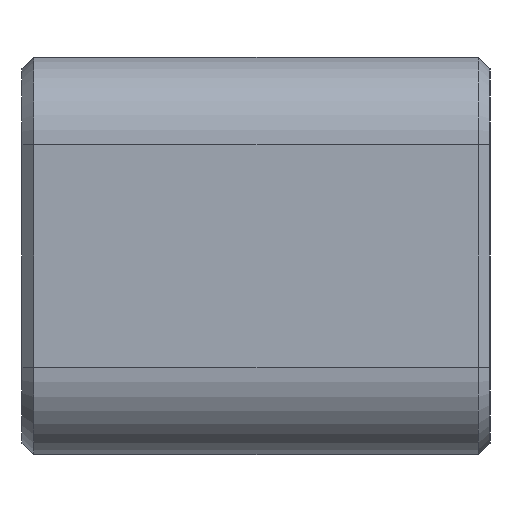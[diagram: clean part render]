
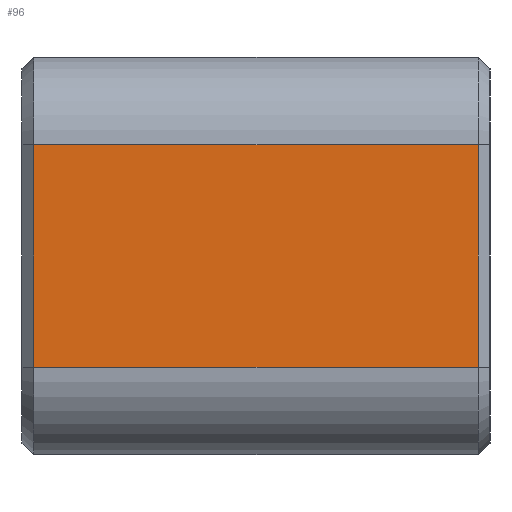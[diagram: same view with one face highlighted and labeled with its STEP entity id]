
A CAD part, left-side view. The second image highlights one B-rep face of the part: STEP entity #96.
In plain terms, the highlighted planar face has unit normal (-1, 0, 0).
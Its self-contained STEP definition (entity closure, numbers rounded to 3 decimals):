
#96 = ADVANCED_FACE( '', ( #206 ), #207, .F. );
#206 = FACE_OUTER_BOUND( '', #329, .T. );
#207 = PLANE( '', #330 );
#329 = EDGE_LOOP( '', ( #531, #532, #533, #534 ) );
#330 = AXIS2_PLACEMENT_3D( '', #535, #536, #537 );
#531 = ORIENTED_EDGE( '', *, *, #773, .T. );
#532 = ORIENTED_EDGE( '', *, *, #737, .T. );
#533 = ORIENTED_EDGE( '', *, *, #785, .T. );
#534 = ORIENTED_EDGE( '', *, *, #786, .T. );
#535 = CARTESIAN_POINT( '', ( -10.5, -4., 3.4 ) );
#536 = DIRECTION( '', ( 1., 0., 0. ) );
#537 = DIRECTION( '', ( 0., 0., -1. ) );
#737 = EDGE_CURVE( '', #870, #875, #877, .T. );
#773 = EDGE_CURVE( '', #929, #870, #930, .T. );
#785 = EDGE_CURVE( '', #875, #945, #946, .F. );
#786 = EDGE_CURVE( '', #945, #929, #947, .T. );
#870 = VERTEX_POINT( '', #1049 );
#875 = VERTEX_POINT( '', #1056 );
#877 = LINE( '', #1059, #1060 );
#929 = VERTEX_POINT( '', #1130 );
#930 = LINE( '', #1131, #1132 );
#945 = VERTEX_POINT( '', #1153 );
#946 = LINE( '', #1154, #1155 );
#947 = LINE( '', #1156, #1157 );
#1049 = CARTESIAN_POINT( '', ( -10.5, 3.8, 1.9 ) );
#1056 = CARTESIAN_POINT( '', ( -10.5, 3.8, -1.9 ) );
#1059 = CARTESIAN_POINT( '', ( -10.5, 3.8, 3.4 ) );
#1060 = VECTOR( '', #1266, 1000. );
#1130 = CARTESIAN_POINT( '', ( -10.5, -3.8, 1.9 ) );
#1131 = CARTESIAN_POINT( '', ( -10.5, -4., 1.9 ) );
#1132 = VECTOR( '', #1309, 1000. );
#1153 = CARTESIAN_POINT( '', ( -10.5, -3.8, -1.9 ) );
#1154 = CARTESIAN_POINT( '', ( -10.5, -4., -1.9 ) );
#1155 = VECTOR( '', #1319, 1000. );
#1156 = CARTESIAN_POINT( '', ( -10.5, -3.8, 1.9 ) );
#1157 = VECTOR( '', #1320, 1000. );
#1266 = DIRECTION( '', ( 0., 0., -1. ) );
#1309 = DIRECTION( '', ( 0., 1., 0. ) );
#1319 = DIRECTION( '', ( 0., 1., 0. ) );
#1320 = DIRECTION( '', ( 0., 0., 1. ) );
